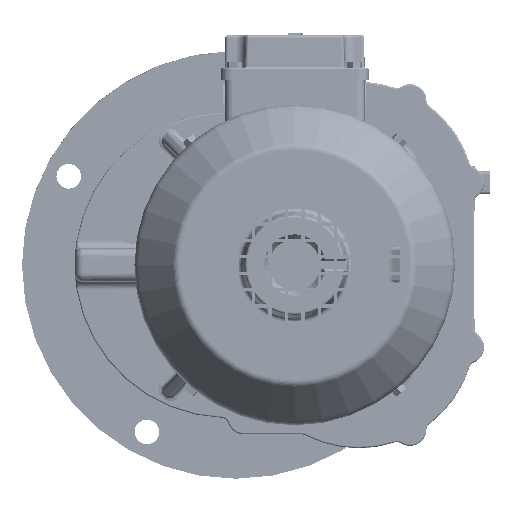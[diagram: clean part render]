
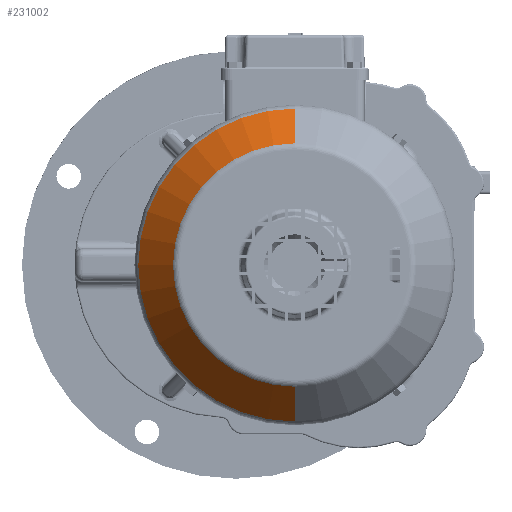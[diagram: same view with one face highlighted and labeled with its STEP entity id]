
A CAD part, left-side view. The second image highlights one B-rep face of the part: STEP entity #231002.
In plain terms, the highlighted conical face has half-angle 40 degrees and reference radius 97.5 mm.
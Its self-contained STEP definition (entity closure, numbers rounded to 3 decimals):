
#12224 = CARTESIAN_POINT ( 'NONE',  ( -222.304, -34.676, 34.747 ) ) ;
#18899 = VERTEX_POINT ( 'NONE', #107407 ) ;
#34950 = AXIS2_PLACEMENT_3D ( 'NONE', #46639, #160327, #251668 ) ;
#46639 = CARTESIAN_POINT ( 'NONE',  ( -250.312, -34.676, 34.747 ) ) ;
#83311 = ORIENTED_EDGE ( 'NONE', *, *, #160988, .T. ) ;
#107407 = CARTESIAN_POINT ( 'NONE',  ( -225.092, -34.676, 129.908 ) ) ;
#107631 = CARTESIAN_POINT ( 'NONE',  ( -250.312, -34.676, 108.746 ) ) ;
#120128 = CARTESIAN_POINT ( 'NONE',  ( -222.304, -34.676, -62.753 ) ) ;
#124850 = EDGE_CURVE ( 'NONE', #313314, #276485, #289774, .T. ) ;
#148071 = CIRCLE ( 'NONE', #34950, 73.999 ) ;
#151373 = CONICAL_SURFACE ( 'NONE', #246756, 97.5, 0.698 ) ;
#155211 = DIRECTION ( 'NONE',  ( -1., 0., 0. ) ) ;
#160327 = DIRECTION ( 'NONE',  ( 1., 0., 0. ) ) ;
#160988 = EDGE_CURVE ( 'NONE', #313314, #362804, #148071, .T. ) ;
#163299 = CARTESIAN_POINT ( 'NONE',  ( -222.304, -34.676, 132.247 ) ) ;
#166979 = DIRECTION ( 'NONE',  ( 0.766, 0., 0.643 ) ) ;
#180246 = AXIS2_PLACEMENT_3D ( 'NONE', #302297, #155211, #267082 ) ;
#183779 = FACE_OUTER_BOUND ( 'NONE', #238751, .T. ) ;
#191377 = LINE ( 'NONE', #163299, #263760 ) ;
#215426 = DIRECTION ( 'NONE',  ( 0., 0., -1. ) ) ;
#231002 = ADVANCED_FACE ( 'NONE', ( #183779 ), #151373, .T. ) ;
#235854 = DIRECTION ( 'NONE',  ( 0.766, 0., -0.643 ) ) ;
#238751 = EDGE_LOOP ( 'NONE', ( #83311, #347233, #247335, #332494 ) ) ;
#246756 = AXIS2_PLACEMENT_3D ( 'NONE', #12224, #267588, #215426 ) ;
#247335 = ORIENTED_EDGE ( 'NONE', *, *, #364936, .T. ) ;
#251668 = DIRECTION ( 'NONE',  ( 0., 0., 1. ) ) ;
#263760 = VECTOR ( 'NONE', #166979, 1000. ) ;
#265223 = CARTESIAN_POINT ( 'NONE',  ( -225.092, -34.676, -60.413 ) ) ;
#267082 = DIRECTION ( 'NONE',  ( 0., 0., 1. ) ) ;
#267588 = DIRECTION ( 'NONE',  ( 1., 0., 0. ) ) ;
#276485 = VERTEX_POINT ( 'NONE', #265223 ) ;
#289774 = LINE ( 'NONE', #120128, #329509 ) ;
#302297 = CARTESIAN_POINT ( 'NONE',  ( -225.092, -34.676, 34.747 ) ) ;
#313314 = VERTEX_POINT ( 'NONE', #347110 ) ;
#328898 = CIRCLE ( 'NONE', #180246, 95.16 ) ;
#329509 = VECTOR ( 'NONE', #235854, 1000. ) ;
#332494 = ORIENTED_EDGE ( 'NONE', *, *, #124850, .F. ) ;
#332854 = EDGE_CURVE ( 'NONE', #362804, #18899, #191377, .T. ) ;
#347110 = CARTESIAN_POINT ( 'NONE',  ( -250.312, -34.676, -39.251 ) ) ;
#347233 = ORIENTED_EDGE ( 'NONE', *, *, #332854, .T. ) ;
#362804 = VERTEX_POINT ( 'NONE', #107631 ) ;
#364936 = EDGE_CURVE ( 'NONE', #18899, #276485, #328898, .T. ) ;
